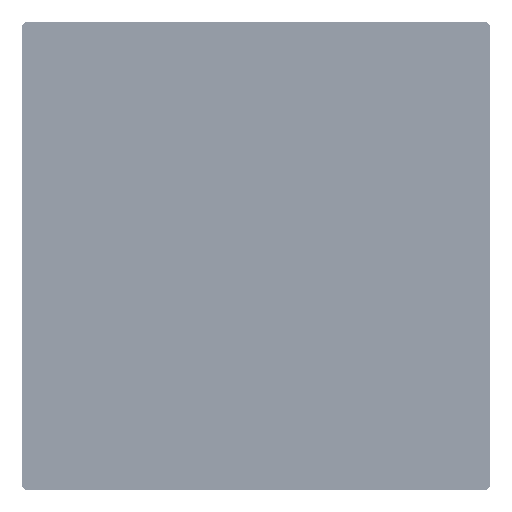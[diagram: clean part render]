
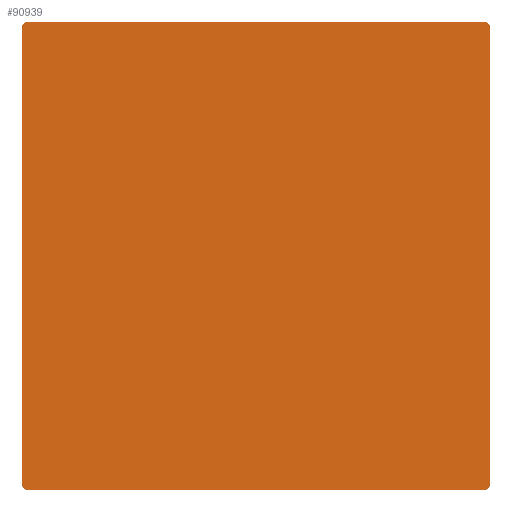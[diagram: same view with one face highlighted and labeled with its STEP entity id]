
A CAD part, top view. The second image highlights one B-rep face of the part: STEP entity #90939.
In plain terms, the highlighted planar face has unit normal (0, 0, 1).
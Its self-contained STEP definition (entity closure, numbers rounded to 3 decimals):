
#2083 = CARTESIAN_POINT ( 'NONE',  ( 492.633, -591.031, -350.001 ) ) ;
#3618 = VERTEX_POINT ( 'NONE', #16602 ) ;
#4550 = ORIENTED_EDGE ( 'NONE', *, *, #75770, .T. ) ;
#5185 = CARTESIAN_POINT ( 'NONE',  ( 403.633, -580.031, -350.001 ) ) ;
#5435 = VERTEX_POINT ( 'NONE', #49332 ) ;
#6100 = VERTEX_POINT ( 'NONE', #39728 ) ;
#6223 = CARTESIAN_POINT ( 'NONE',  ( -496.367, 297.969, -350.001 ) ) ;
#7440 = DIRECTION ( 'NONE',  ( 0., 1., 0. ) ) ;
#8309 = EDGE_CURVE ( 'NONE', #6100, #33573, #26624, .T. ) ;
#9618 = AXIS2_PLACEMENT_3D ( 'NONE', #83087, #89285, #38267 ) ;
#11521 = VERTEX_POINT ( 'NONE', #5185 ) ;
#11998 = VECTOR ( 'NONE', #78094, 1000. ) ;
#12240 = ORIENTED_EDGE ( 'NONE', *, *, #64576, .T. ) ;
#14449 = ORIENTED_EDGE ( 'NONE', *, *, #8309, .T. ) ;
#15311 = CARTESIAN_POINT ( 'NONE',  ( 492.633, 597.969, -350.001 ) ) ;
#16602 = CARTESIAN_POINT ( 'NONE',  ( 403.633, 297.969, -350.001 ) ) ;
#20410 = CARTESIAN_POINT ( 'NONE',  ( -496.367, -580.031, -350.001 ) ) ;
#20612 = CARTESIAN_POINT ( 'NONE',  ( 403.633, 597.969, -350.001 ) ) ;
#26624 = LINE ( 'NONE', #28010, #11998 ) ;
#28010 = CARTESIAN_POINT ( 'NONE',  ( 492.633, 308.969, -350.001 ) ) ;
#30593 = FACE_OUTER_BOUND ( 'NONE', #78836, .T. ) ;
#31239 = DIRECTION ( 'NONE',  ( 1., 0., 0. ) ) ;
#31382 = CIRCLE ( 'NONE', #84703, 11. ) ;
#32732 = ORIENTED_EDGE ( 'NONE', *, *, #83350, .T. ) ;
#32814 = CIRCLE ( 'NONE', #61812, 11. ) ;
#33573 = VERTEX_POINT ( 'NONE', #44905 ) ;
#38208 = DIRECTION ( 'NONE',  ( 0., 0., 1. ) ) ;
#38267 = DIRECTION ( 'NONE',  ( 0., 1., 0. ) ) ;
#39728 = CARTESIAN_POINT ( 'NONE',  ( 392.633, 308.969, -350.001 ) ) ;
#41165 = CARTESIAN_POINT ( 'NONE',  ( 392.633, -580.031, -350.001 ) ) ;
#42061 = LINE ( 'NONE', #20612, #91123 ) ;
#43623 = ORIENTED_EDGE ( 'NONE', *, *, #55724, .T. ) ;
#44639 = CIRCLE ( 'NONE', #9618, 11. ) ;
#44905 = CARTESIAN_POINT ( 'NONE',  ( -485.367, 308.969, -350.001 ) ) ;
#48509 = EDGE_CURVE ( 'NONE', #33573, #54196, #63692, .T. ) ;
#49332 = CARTESIAN_POINT ( 'NONE',  ( -485.367, -591.031, -350.001 ) ) ;
#50821 = DIRECTION ( 'NONE',  ( 0., -1., 0. ) ) ;
#51480 = AXIS2_PLACEMENT_3D ( 'NONE', #51811, #71897, #7440 ) ;
#51811 = CARTESIAN_POINT ( 'NONE',  ( -485.367, 297.969, -350.001 ) ) ;
#51934 = VECTOR ( 'NONE', #50821, 1000. ) ;
#54026 = CARTESIAN_POINT ( 'NONE',  ( 392.633, -591.031, -350.001 ) ) ;
#54196 = VERTEX_POINT ( 'NONE', #6223 ) ;
#55724 = EDGE_CURVE ( 'NONE', #5435, #74127, #66552, .T. ) ;
#59966 = ORIENTED_EDGE ( 'NONE', *, *, #83793, .T. ) ;
#60618 = AXIS2_PLACEMENT_3D ( 'NONE', #15311, #38208, #88767 ) ;
#61812 = AXIS2_PLACEMENT_3D ( 'NONE', #76117, #77982, #84673 ) ;
#61914 = EDGE_CURVE ( 'NONE', #54196, #77857, #70910, .T. ) ;
#63692 = CIRCLE ( 'NONE', #51480, 11. ) ;
#64576 = EDGE_CURVE ( 'NONE', #3618, #6100, #44639, .T. ) ;
#65368 = ORIENTED_EDGE ( 'NONE', *, *, #61914, .T. ) ;
#66552 = LINE ( 'NONE', #2083, #73140 ) ;
#70260 = DIRECTION ( 'NONE',  ( 0., 0., 1. ) ) ;
#70910 = LINE ( 'NONE', #94272, #51934 ) ;
#71897 = DIRECTION ( 'NONE',  ( 0., 0., 1. ) ) ;
#73140 = VECTOR ( 'NONE', #31239, 1000. ) ;
#74127 = VERTEX_POINT ( 'NONE', #54026 ) ;
#75770 = EDGE_CURVE ( 'NONE', #11521, #3618, #42061, .T. ) ;
#76117 = CARTESIAN_POINT ( 'NONE',  ( -485.367, -580.031, -350.001 ) ) ;
#77857 = VERTEX_POINT ( 'NONE', #20410 ) ;
#77982 = DIRECTION ( 'NONE',  ( 0., 0., 1. ) ) ;
#78060 = ORIENTED_EDGE ( 'NONE', *, *, #48509, .T. ) ;
#78094 = DIRECTION ( 'NONE',  ( -1., 0., 0. ) ) ;
#78779 = DIRECTION ( 'NONE',  ( 0., 1., 0. ) ) ;
#78836 = EDGE_LOOP ( 'NONE', ( #65368, #32732, #43623, #59966, #4550, #12240, #14449, #78060 ) ) ;
#83087 = CARTESIAN_POINT ( 'NONE',  ( 392.633, 297.969, -350.001 ) ) ;
#83350 = EDGE_CURVE ( 'NONE', #77857, #5435, #32814, .T. ) ;
#83793 = EDGE_CURVE ( 'NONE', #74127, #11521, #31382, .T. ) ;
#84673 = DIRECTION ( 'NONE',  ( 0., 1., 0. ) ) ;
#84703 = AXIS2_PLACEMENT_3D ( 'NONE', #41165, #70260, #91262 ) ;
#88767 = DIRECTION ( 'NONE',  ( 0., -1., 0. ) ) ;
#89285 = DIRECTION ( 'NONE',  ( 0., 0., 1. ) ) ;
#90939 = ADVANCED_FACE ( 'NONE', ( #30593 ), #94031, .T. ) ;
#91123 = VECTOR ( 'NONE', #78779, 1000. ) ;
#91262 = DIRECTION ( 'NONE',  ( 0., 1., 0. ) ) ;
#94031 = PLANE ( 'NONE',  #60618 ) ;
#94272 = CARTESIAN_POINT ( 'NONE',  ( -496.367, 597.969, -350.001 ) ) ;
